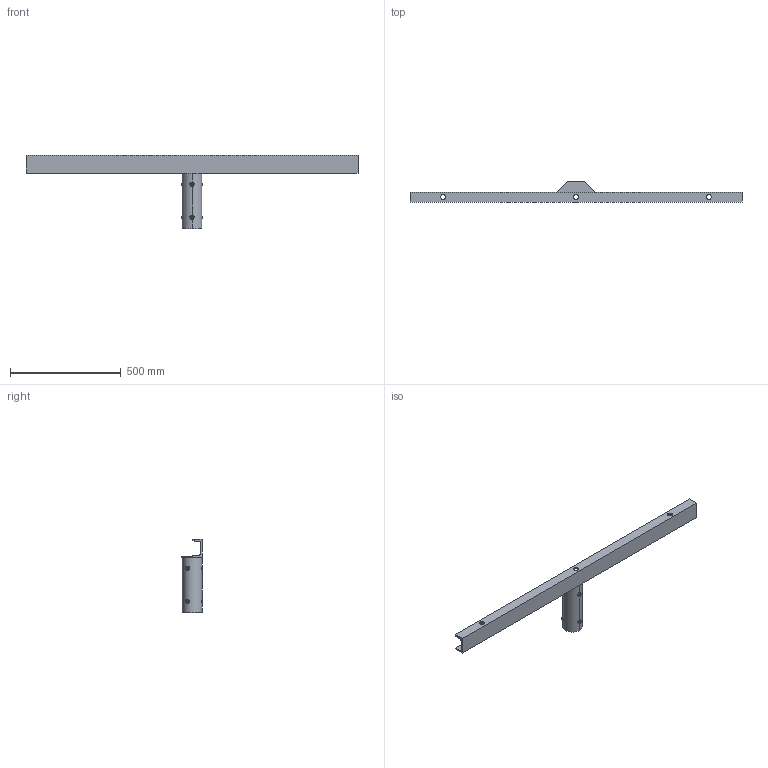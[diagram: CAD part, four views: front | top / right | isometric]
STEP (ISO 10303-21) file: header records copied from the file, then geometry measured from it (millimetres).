
FILE_DESCRIPTION (( 'STEP AP214' ), '1' );
FILE_NAME ('131010KXXX TO15-89 4608529 TEHOMET-ORSI_3D.step', '2022-05-28T15:05:28', ( '' ), ( '' ), 'SwSTEP 2.0', 'SolidWorks 2021', '' );
FILE_SCHEMA (( 'AUTOMOTIVE_DESIGN' ));
Length unit declared in the file: millimetre
Products named in the file (6): hex nut style 1 gradeab_iso_ISO - 4032 - M10 - W - N; ORREN LATTA_LATTA 5X50X180; ORREN AIHIO_ORREN AIHIO UNP-80X1500; 131010KXXX TO15-89 4608529 TEHOMET-ORSI_3D; TEHOMET-HOLKKI_HOLKKI D89X250; HOLKKIPUTKI_HOLKKI D89X250
Assembly tree (10 placements, depth 3):
  131010KXXX TO15-89 4608529 TEHOMET-ORSI_3D
    ORREN LATTA_LATTA 5X50X180
    TEHOMET-HOLKKI_HOLKKI D89X250
      HOLKKIPUTKI_HOLKKI D89X250
      hex nut style 1 gradeab_iso_ISO - 4032 - M10 - W - N  x6
    ORREN AIHIO_ORREN AIHIO UNP-80X1500
Bounding box: 1500 x 98.45 x 330 mm (x, y, z)
Volume: 1881435.9 mm3; surface area: 624740.4 mm2
Topology: 9 solids, 9 shells, 235 faces, 558 edges, 332 vertices
Faces by surface type: plane 106, cylinder 69, cone 60
Entity records: 4244 total; most frequent: CARTESIAN_POINT 1867, ORIENTED_EDGE 476, DIRECTION 418, EDGE_CURVE 238, VERTEX_POINT 152, AXIS2_PLACEMENT_3D 151, LINE 116, VECTOR 116
